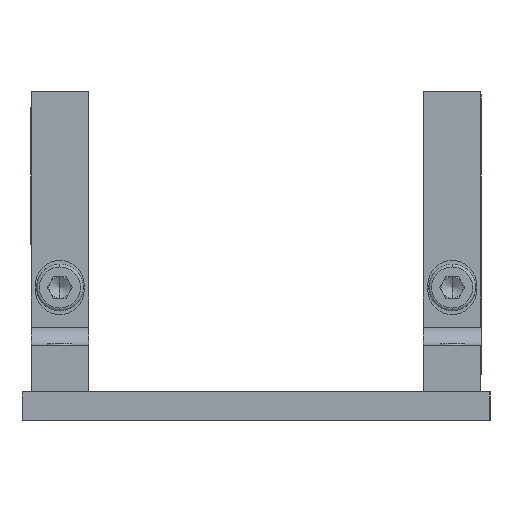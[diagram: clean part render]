
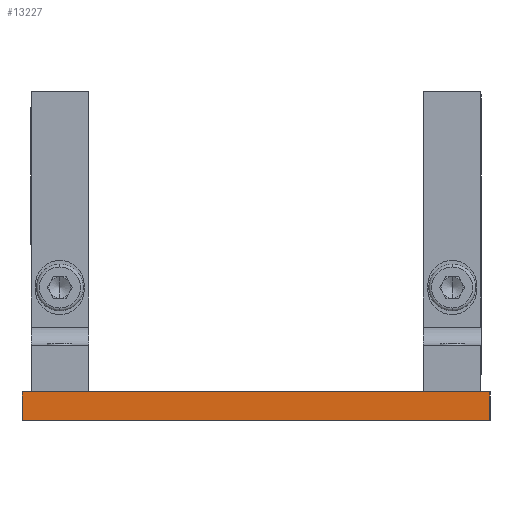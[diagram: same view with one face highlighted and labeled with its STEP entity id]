
A CAD part, left-side view. The second image highlights one B-rep face of the part: STEP entity #13227.
In plain terms, the highlighted planar face has unit normal (-1, 0, 0).
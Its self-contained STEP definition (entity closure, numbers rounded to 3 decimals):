
#520 = ORIENTED_EDGE ( 'NONE', *, *, #2762, .F. ) ;
#1071 = VECTOR ( 'NONE', #13408, 1000. ) ;
#1576 = LINE ( 'NONE', #4284, #6957 ) ;
#1717 = DIRECTION ( 'NONE',  ( 0., -1., 0. ) ) ;
#2461 = LINE ( 'NONE', #22308, #1071 ) ;
#2568 = DIRECTION ( 'NONE',  ( 0., 0., -1. ) ) ;
#2762 = EDGE_CURVE ( 'NONE', #3416, #17865, #1576, .T. ) ;
#3416 = VERTEX_POINT ( 'NONE', #7807 ) ;
#4152 = VECTOR ( 'NONE', #9304, 1000. ) ;
#4284 = CARTESIAN_POINT ( 'NONE',  ( -27.5, 8., -65. ) ) ;
#4934 = FACE_OUTER_BOUND ( 'NONE', #20875, .T. ) ;
#6957 = VECTOR ( 'NONE', #22057, 1000. ) ;
#7732 = ORIENTED_EDGE ( 'NONE', *, *, #12855, .T. ) ;
#7807 = CARTESIAN_POINT ( 'NONE',  ( -27.5, 8., -65. ) ) ;
#8097 = LINE ( 'NONE', #10669, #15680 ) ;
#8187 = CARTESIAN_POINT ( 'NONE',  ( -27.5, 0., 65. ) ) ;
#9304 = DIRECTION ( 'NONE',  ( 0., -1., 0. ) ) ;
#10021 = PLANE ( 'NONE',  #14303 ) ;
#10669 = CARTESIAN_POINT ( 'NONE',  ( -27.5, 8., -65. ) ) ;
#10678 = EDGE_CURVE ( 'NONE', #17865, #16429, #12106, .T. ) ;
#10788 = EDGE_CURVE ( 'NONE', #17124, #16429, #2461, .T. ) ;
#11382 = ORIENTED_EDGE ( 'NONE', *, *, #10678, .F. ) ;
#12106 = LINE ( 'NONE', #14660, #4152 ) ;
#12855 = EDGE_CURVE ( 'NONE', #3416, #17124, #8097, .T. ) ;
#13227 = ADVANCED_FACE ( 'NONE', ( #4934 ), #10021, .F. ) ;
#13408 = DIRECTION ( 'NONE',  ( 0., 0., 1. ) ) ;
#14303 = AXIS2_PLACEMENT_3D ( 'NONE', #20710, #22556, #2568 ) ;
#14660 = CARTESIAN_POINT ( 'NONE',  ( -27.5, 8., 65. ) ) ;
#15680 = VECTOR ( 'NONE', #1717, 1000. ) ;
#16429 = VERTEX_POINT ( 'NONE', #8187 ) ;
#17124 = VERTEX_POINT ( 'NONE', #20818 ) ;
#17865 = VERTEX_POINT ( 'NONE', #21207 ) ;
#19883 = ORIENTED_EDGE ( 'NONE', *, *, #10788, .T. ) ;
#20710 = CARTESIAN_POINT ( 'NONE',  ( -27.5, 8., -65. ) ) ;
#20818 = CARTESIAN_POINT ( 'NONE',  ( -27.5, 0., -65. ) ) ;
#20875 = EDGE_LOOP ( 'NONE', ( #19883, #11382, #520, #7732 ) ) ;
#21207 = CARTESIAN_POINT ( 'NONE',  ( -27.5, 8., 65. ) ) ;
#22057 = DIRECTION ( 'NONE',  ( 0., 0., 1. ) ) ;
#22308 = CARTESIAN_POINT ( 'NONE',  ( -27.5, 0., -65. ) ) ;
#22556 = DIRECTION ( 'NONE',  ( 1., 0., 0. ) ) ;
